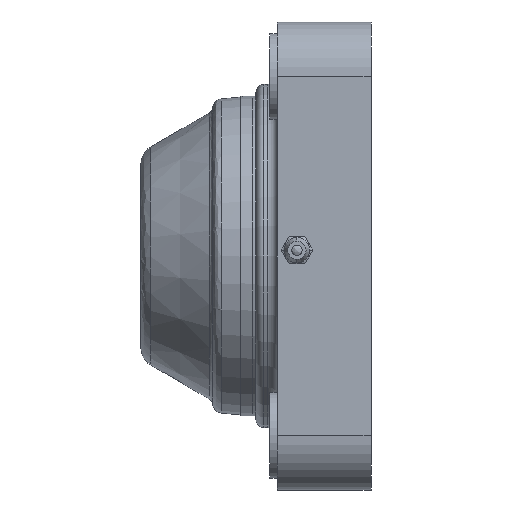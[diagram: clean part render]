
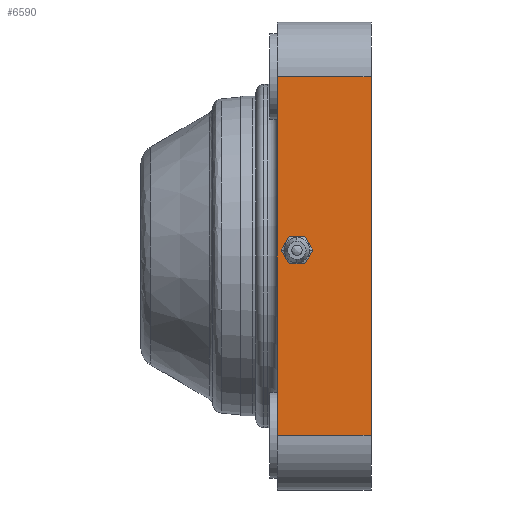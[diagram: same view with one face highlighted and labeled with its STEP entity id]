
A CAD part, left-side view. The second image highlights one B-rep face of the part: STEP entity #6590.
In plain terms, the highlighted planar face has unit normal (-1, 0, 0).
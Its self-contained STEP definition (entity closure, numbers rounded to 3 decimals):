
#257 = DIRECTION ( 'NONE',  ( 0., 0., 1. ) ) ;
#712 = DIRECTION ( 'NONE',  ( 0., 0., 1. ) ) ;
#731 = VERTEX_POINT ( 'NONE', #8696 ) ;
#944 = DIRECTION ( 'NONE',  ( -1., 0., 0. ) ) ;
#1209 = ORIENTED_EDGE ( 'NONE', *, *, #4802, .F. ) ;
#1268 = AXIS2_PLACEMENT_3D ( 'NONE', #7924, #944, #257 ) ;
#1615 = DIRECTION ( 'NONE',  ( 0., 1., 0. ) ) ;
#1871 = VERTEX_POINT ( 'NONE', #7699 ) ;
#2227 = CARTESIAN_POINT ( 'NONE',  ( -60., -24., -46. ) ) ;
#2414 = EDGE_LOOP ( 'NONE', ( #6972, #1209, #7996, #5840 ) ) ;
#2822 = VERTEX_POINT ( 'NONE', #2227 ) ;
#3028 = EDGE_CURVE ( 'NONE', #8962, #731, #8931, .T. ) ;
#3680 = CARTESIAN_POINT ( 'NONE',  ( -60., 0., -46. ) ) ;
#3686 = EDGE_CURVE ( 'NONE', #1871, #731, #4411, .T. ) ;
#4411 = LINE ( 'NONE', #5051, #7867 ) ;
#4416 = PLANE ( 'NONE',  #1268 ) ;
#4754 = DIRECTION ( 'NONE',  ( 0., 1., 0. ) ) ;
#4802 = EDGE_CURVE ( 'NONE', #2822, #8962, #6111, .T. ) ;
#5051 = CARTESIAN_POINT ( 'NONE',  ( -60., -24., 46. ) ) ;
#5122 = VECTOR ( 'NONE', #4754, 1000. ) ;
#5403 = CARTESIAN_POINT ( 'NONE',  ( -60., -24., -46. ) ) ;
#5435 = CARTESIAN_POINT ( 'NONE',  ( -60., -24., -46. ) ) ;
#5484 = DIRECTION ( 'NONE',  ( 0., 0., 1. ) ) ;
#5840 = ORIENTED_EDGE ( 'NONE', *, *, #3686, .T. ) ;
#6111 = LINE ( 'NONE', #5435, #5122 ) ;
#6305 = CARTESIAN_POINT ( 'NONE',  ( -60., 0., -46. ) ) ;
#6328 = VECTOR ( 'NONE', #712, 1000. ) ;
#6590 = ADVANCED_FACE ( 'NONE', ( #6601 ), #4416, .T. ) ;
#6601 = FACE_OUTER_BOUND ( 'NONE', #2414, .T. ) ;
#6749 = EDGE_CURVE ( 'NONE', #2822, #1871, #7599, .T. ) ;
#6972 = ORIENTED_EDGE ( 'NONE', *, *, #3028, .F. ) ;
#7599 = LINE ( 'NONE', #5403, #6328 ) ;
#7699 = CARTESIAN_POINT ( 'NONE',  ( -60., -24., 46. ) ) ;
#7867 = VECTOR ( 'NONE', #1615, 1000. ) ;
#7924 = CARTESIAN_POINT ( 'NONE',  ( -60., -24., -46. ) ) ;
#7996 = ORIENTED_EDGE ( 'NONE', *, *, #6749, .T. ) ;
#8696 = CARTESIAN_POINT ( 'NONE',  ( -60., 0., 46. ) ) ;
#8711 = VECTOR ( 'NONE', #5484, 1000. ) ;
#8931 = LINE ( 'NONE', #6305, #8711 ) ;
#8962 = VERTEX_POINT ( 'NONE', #3680 ) ;
